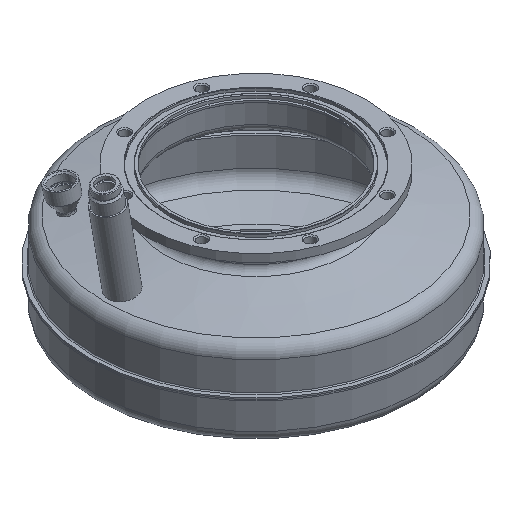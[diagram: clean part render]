
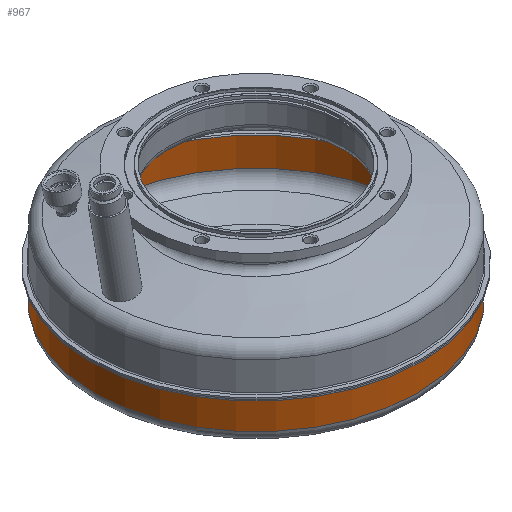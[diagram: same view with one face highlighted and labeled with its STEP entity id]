
A CAD part, isometric view. The second image highlights one B-rep face of the part: STEP entity #967.
In plain terms, the highlighted cylindrical face has radius 241 mm (diameter 482 mm), a full revolution.
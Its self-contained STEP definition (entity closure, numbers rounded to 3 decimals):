
#967=ADVANCED_FACE('',(#7644,#7646),#7648,.T.);
#7644=FACE_OUTER_BOUND('',#7645,.T.);
#7645=EDGE_LOOP('',(#13556));
#7646=FACE_OUTER_BOUND('',#7647,.T.);
#7647=EDGE_LOOP('',(#13557));
#7648=CYLINDRICAL_SURFACE('',#7649,241.);
#7649=AXIS2_PLACEMENT_3D('',#7650,#7651,#7652);
#7650=CARTESIAN_POINT('',(0.,0.,-46.414));
#7651=DIRECTION('',(0.,0.,1.));
#7652=DIRECTION('',(0.,1.,0.));
#13556=ORIENTED_EDGE('',*,*,#17530,.F.);
#13557=ORIENTED_EDGE('',*,*,#17531,.T.);
#17530=EDGE_CURVE('',#24442,#24442,#24443,.T.);
#17531=EDGE_CURVE('',#24444,#24444,#24445,.T.);
#24442=VERTEX_POINT('',#53795);
#24443=CIRCLE('',#53796,241.);
#24444=VERTEX_POINT('',#53800);
#24445=CIRCLE('',#53801,241.);
#53795=CARTESIAN_POINT('',(0.,241.,-3.5));
#53796=AXIS2_PLACEMENT_3D('',#53797,#53798,#53799);
#53797=CARTESIAN_POINT('',(0.,0.,-3.5));
#53798=DIRECTION('',(0.,0.,1.));
#53799=DIRECTION('',(0.,1.,0.));
#53800=CARTESIAN_POINT('',(0.,241.,-46.414));
#53801=AXIS2_PLACEMENT_3D('',#53802,#53803,#53804);
#53802=CARTESIAN_POINT('',(0.,0.,-46.414));
#53803=DIRECTION('',(0.,0.,1.));
#53804=DIRECTION('',(0.,1.,0.));
